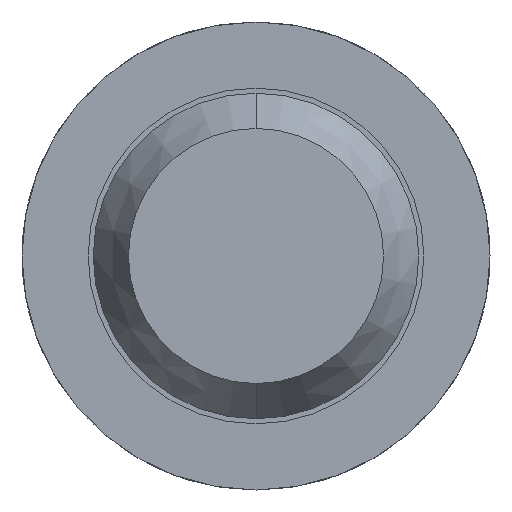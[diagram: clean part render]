
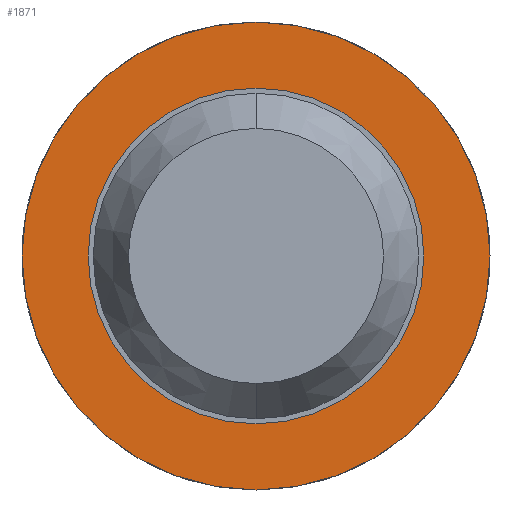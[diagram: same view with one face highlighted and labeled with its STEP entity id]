
A CAD part, front view. The second image highlights one B-rep face of the part: STEP entity #1871.
In plain terms, the highlighted planar face has unit normal (0, -1, 0).
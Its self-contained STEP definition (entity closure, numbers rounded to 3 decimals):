
#87 = DIRECTION ( 'NONE',  ( 0., 1., 0. ) ) ;
#145 = EDGE_CURVE ( 'Defeature ausgef�hrt3_10+Defeature ausgef�hrt3_14+Defeature ausgef�hrt3_14+Defeature ausgef�hrt3_14', #1668, #1758, #473, .T. ) ;
#154 = CARTESIAN_POINT ( 'NONE',  ( 0., -1.7, 0. ) ) ;
#336 = CARTESIAN_POINT ( 'NONE',  ( 0., -1.7, 1.15 ) ) ;
#406 = EDGE_CURVE ( 'Defeature ausgef�hrt3_10+Defeature ausgef�hrt3_14+Defeature ausgef�hrt3_14+Defeature ausgef�hrt3_14', #1758, #1668, #2912, .T. ) ;
#437 = CARTESIAN_POINT ( 'NONE',  ( 0., -1.7, 0. ) ) ;
#443 = EDGE_CURVE ( 'Defeature ausgef�hrt3_14+Defeature ausgef�hrt3_13+Defeature ausgef�hrt3_13+Defeature ausgef�hrt3_13', #3744, #2705, #1563, .T. ) ;
#473 = CIRCLE ( 'NONE', #3310, 1.15 ) ;
#659 = ORIENTED_EDGE ( 'NONE', *, *, #145, .F. ) ;
#720 = EDGE_LOOP ( 'NONE', ( #3495, #2669 ) ) ;
#775 = FACE_BOUND ( 'NONE', #720, .T. ) ;
#915 = EDGE_LOOP ( 'NONE', ( #659, #3506 ) ) ;
#1128 = AXIS2_PLACEMENT_3D ( 'NONE', #4598, #1593, #3083 ) ;
#1341 = CARTESIAN_POINT ( 'NONE',  ( 0., -1.7, -0.825 ) ) ;
#1441 = CARTESIAN_POINT ( 'NONE',  ( 0., -1.7, -1.15 ) ) ;
#1563 = CIRCLE ( 'NONE', #1942, 0.825 ) ;
#1593 = DIRECTION ( 'NONE',  ( 0., 1., 0. ) ) ;
#1668 = VERTEX_POINT ( 'NONE', #336 ) ;
#1758 = VERTEX_POINT ( 'NONE', #1441 ) ;
#1846 = CIRCLE ( 'NONE', #1128, 0.825 ) ;
#1871 = ADVANCED_FACE ( 'Defeature ausgef�hrt3_14', ( #2466, #775 ), #2700, .F. ) ;
#1942 = AXIS2_PLACEMENT_3D ( 'NONE', #3908, #4606, #2779 ) ;
#2175 = EDGE_CURVE ( 'Defeature ausgef�hrt3_14+Defeature ausgef�hrt3_13+Defeature ausgef�hrt3_13+Defeature ausgef�hrt3_13', #2705, #3744, #1846, .T. ) ;
#2195 = CARTESIAN_POINT ( 'NONE',  ( 0., -1.7, 0.825 ) ) ;
#2314 = DIRECTION ( 'NONE',  ( 0., 1., 0. ) ) ;
#2399 = DIRECTION ( 'NONE',  ( 0., 0., 1. ) ) ;
#2466 = FACE_OUTER_BOUND ( 'NONE', #915, .T. ) ;
#2669 = ORIENTED_EDGE ( 'NONE', *, *, #2175, .T. ) ;
#2700 = PLANE ( 'NONE',  #4450 ) ;
#2705 = VERTEX_POINT ( 'NONE', #1341 ) ;
#2779 = DIRECTION ( 'NONE',  ( 0., 0., 1. ) ) ;
#2912 = CIRCLE ( 'NONE', #3456, 1.15 ) ;
#3083 = DIRECTION ( 'NONE',  ( 0., 0., 1. ) ) ;
#3093 = DIRECTION ( 'NONE',  ( 0., 0., 1. ) ) ;
#3310 = AXIS2_PLACEMENT_3D ( 'NONE', #437, #87, #3788 ) ;
#3456 = AXIS2_PLACEMENT_3D ( 'NONE', #154, #3540, #2399 ) ;
#3495 = ORIENTED_EDGE ( 'NONE', *, *, #443, .T. ) ;
#3506 = ORIENTED_EDGE ( 'NONE', *, *, #406, .F. ) ;
#3540 = DIRECTION ( 'NONE',  ( 0., 1., 0. ) ) ;
#3744 = VERTEX_POINT ( 'NONE', #2195 ) ;
#3788 = DIRECTION ( 'NONE',  ( 0., 0., 1. ) ) ;
#3908 = CARTESIAN_POINT ( 'NONE',  ( 0., -1.7, 0. ) ) ;
#4450 = AXIS2_PLACEMENT_3D ( 'NONE', #4559, #2314, #3093 ) ;
#4559 = CARTESIAN_POINT ( 'NONE',  ( 0.825, -1.7, 0. ) ) ;
#4598 = CARTESIAN_POINT ( 'NONE',  ( 0., -1.7, 0. ) ) ;
#4606 = DIRECTION ( 'NONE',  ( 0., 1., 0. ) ) ;
